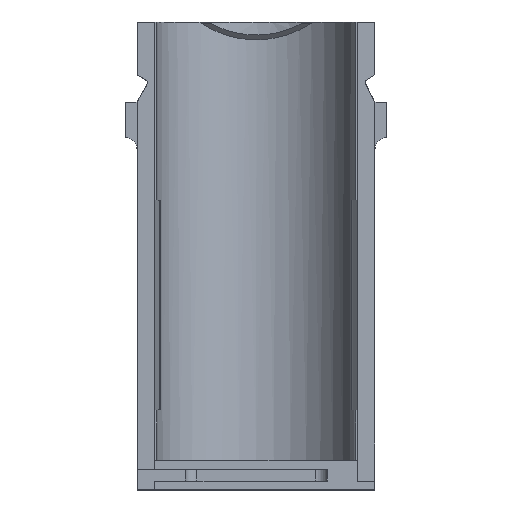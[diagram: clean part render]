
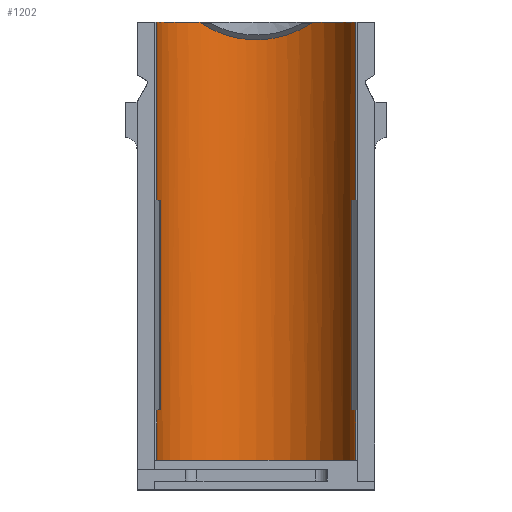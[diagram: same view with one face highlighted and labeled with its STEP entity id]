
A CAD part, left-side view. The second image highlights one B-rep face of the part: STEP entity #1202.
In plain terms, the highlighted cylindrical face has radius 8.4 mm (diameter 16.8 mm), a partial arc.
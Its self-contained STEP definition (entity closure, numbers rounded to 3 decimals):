
#15=ELLIPSE('',#1287,11.879,8.4);
#16=ELLIPSE('',#1288,11.879,8.4);
#23=CYLINDRICAL_SURFACE('',#1283,8.4);
#37=CIRCLE('',#1280,8.4);
#38=CIRCLE('',#1284,8.4);
#39=CIRCLE('',#1285,8.4);
#40=CIRCLE('',#1286,8.4);
#41=CIRCLE('',#1289,8.4);
#42=CIRCLE('',#1290,8.4);
#43=CIRCLE('',#1291,8.4);
#169=LINE('',#2462,#309);
#171=LINE('',#2466,#311);
#172=LINE('',#2470,#312);
#173=LINE('',#2474,#313);
#174=LINE('',#2478,#314);
#175=LINE('',#2482,#315);
#176=LINE('',#2486,#316);
#177=LINE('',#2490,#317);
#178=LINE('',#2494,#318);
#309=VECTOR('',#1464,10.);
#311=VECTOR('',#1468,10.);
#312=VECTOR('',#1471,10.);
#313=VECTOR('',#1474,10.);
#314=VECTOR('',#1477,10.);
#315=VECTOR('',#1480,10.);
#316=VECTOR('',#1483,10.);
#317=VECTOR('',#1486,10.);
#318=VECTOR('',#1489,10.);
#406=FACE_OUTER_BOUND('',#469,.T.);
#469=EDGE_LOOP('',(#948,#949,#950,#951,#952,#953,#954,#955,#956,#957,#958,
#959,#960,#961,#962,#963,#964,#965));
#578=VERTEX_POINT('',#2433);
#579=VERTEX_POINT('',#2434);
#590=VERTEX_POINT('',#2461);
#591=VERTEX_POINT('',#2465);
#592=VERTEX_POINT('',#2467);
#593=VERTEX_POINT('',#2469);
#594=VERTEX_POINT('',#2471);
#595=VERTEX_POINT('',#2473);
#596=VERTEX_POINT('',#2475);
#597=VERTEX_POINT('',#2477);
#598=VERTEX_POINT('',#2479);
#599=VERTEX_POINT('',#2481);
#600=VERTEX_POINT('',#2483);
#601=VERTEX_POINT('',#2485);
#602=VERTEX_POINT('',#2487);
#603=VERTEX_POINT('',#2489);
#604=VERTEX_POINT('',#2491);
#605=VERTEX_POINT('',#2493);
#715=EDGE_CURVE('',#578,#579,#37,.T.);
#729=EDGE_CURVE('',#590,#578,#169,.T.);
#731=EDGE_CURVE('',#591,#579,#171,.T.);
#732=EDGE_CURVE('',#591,#592,#38,.F.);
#733=EDGE_CURVE('',#593,#592,#172,.T.);
#734=EDGE_CURVE('',#594,#593,#39,.T.);
#735=EDGE_CURVE('',#595,#594,#173,.T.);
#736=EDGE_CURVE('',#596,#595,#40,.T.);
#737=EDGE_CURVE('',#596,#597,#174,.T.);
#738=EDGE_CURVE('',#598,#597,#15,.F.);
#739=EDGE_CURVE('',#599,#598,#175,.T.);
#740=EDGE_CURVE('',#599,#600,#16,.T.);
#741=EDGE_CURVE('',#600,#601,#176,.T.);
#742=EDGE_CURVE('',#602,#601,#41,.T.);
#743=EDGE_CURVE('',#602,#603,#177,.T.);
#744=EDGE_CURVE('',#604,#603,#42,.T.);
#745=EDGE_CURVE('',#605,#604,#178,.T.);
#746=EDGE_CURVE('',#605,#590,#43,.F.);
#948=ORIENTED_EDGE('',*,*,#715,.T.);
#949=ORIENTED_EDGE('',*,*,#731,.F.);
#950=ORIENTED_EDGE('',*,*,#732,.T.);
#951=ORIENTED_EDGE('',*,*,#733,.F.);
#952=ORIENTED_EDGE('',*,*,#734,.F.);
#953=ORIENTED_EDGE('',*,*,#735,.F.);
#954=ORIENTED_EDGE('',*,*,#736,.F.);
#955=ORIENTED_EDGE('',*,*,#737,.T.);
#956=ORIENTED_EDGE('',*,*,#738,.F.);
#957=ORIENTED_EDGE('',*,*,#739,.F.);
#958=ORIENTED_EDGE('',*,*,#740,.T.);
#959=ORIENTED_EDGE('',*,*,#741,.T.);
#960=ORIENTED_EDGE('',*,*,#742,.F.);
#961=ORIENTED_EDGE('',*,*,#743,.T.);
#962=ORIENTED_EDGE('',*,*,#744,.F.);
#963=ORIENTED_EDGE('',*,*,#745,.F.);
#964=ORIENTED_EDGE('',*,*,#746,.T.);
#965=ORIENTED_EDGE('',*,*,#729,.T.);
#1202=ADVANCED_FACE('',(#406),#23,.F.);
#1280=AXIS2_PLACEMENT_3D('',#2435,#1445,#1446);
#1283=AXIS2_PLACEMENT_3D('',#2464,#1466,#1467);
#1284=AXIS2_PLACEMENT_3D('',#2468,#1469,#1470);
#1285=AXIS2_PLACEMENT_3D('',#2472,#1472,#1473);
#1286=AXIS2_PLACEMENT_3D('',#2476,#1475,#1476);
#1287=AXIS2_PLACEMENT_3D('',#2480,#1478,#1479);
#1288=AXIS2_PLACEMENT_3D('',#2484,#1481,#1482);
#1289=AXIS2_PLACEMENT_3D('',#2488,#1484,#1485);
#1290=AXIS2_PLACEMENT_3D('',#2492,#1487,#1488);
#1291=AXIS2_PLACEMENT_3D('',#2495,#1490,#1491);
#1445=DIRECTION('center_axis',(0.,0.,
-1.));
#1446=DIRECTION('ref_axis',(1.,0.,0.));
#1464=DIRECTION('',(0.,0.,-1.));
#1466=DIRECTION('center_axis',(0.,0.,-1.));
#1467=DIRECTION('ref_axis',(1.,0.,0.));
#1468=DIRECTION('',(0.,0.,-1.));
#1469=DIRECTION('center_axis',(0.,0.,
1.));
#1470=DIRECTION('ref_axis',(1.,0.,0.));
#1471=DIRECTION('',(0.,0.,-1.));
#1472=DIRECTION('center_axis',(0.,0.,-1.));
#1473=DIRECTION('ref_axis',(1.,0.,0.));
#1474=DIRECTION('',(0.,0.,-1.));
#1475=DIRECTION('center_axis',(0.,0.,-1.));
#1476=DIRECTION('ref_axis',(1.,0.,0.));
#1477=DIRECTION('',(0.,0.,-1.));
#1478=DIRECTION('center_axis',(0.707,0.,0.707));
#1479=DIRECTION('ref_axis',(0.707,0.,-0.707));
#1480=DIRECTION('',(0.,-1.,0.));
#1481=DIRECTION('center_axis',(0.707,0.,0.707));
#1482=DIRECTION('ref_axis',(0.707,0.,-0.707));
#1483=DIRECTION('',(0.,0.,1.));
#1484=DIRECTION('center_axis',(0.,0.,-1.));
#1485=DIRECTION('ref_axis',(1.,0.,0.));
#1486=DIRECTION('',(0.,0.,-1.));
#1487=DIRECTION('center_axis',(0.,0.,-1.));
#1488=DIRECTION('ref_axis',(1.,0.,0.));
#1489=DIRECTION('',(0.,0.,1.));
#1490=DIRECTION('center_axis',(0.,0.,
1.));
#1491=DIRECTION('ref_axis',(1.,0.,0.));
#2433=CARTESIAN_POINT('',(-14.314,8.398,-38.432));
#2434=CARTESIAN_POINT('',(-14.314,-8.402,-38.432));
#2435=CARTESIAN_POINT('Origin',(-14.314,-0.002,
-38.432));
#2461=CARTESIAN_POINT('',(-14.314,8.398,-34.182));
#2462=CARTESIAN_POINT('',(-14.314,8.398,-1.5));
#2464=CARTESIAN_POINT('Origin',(-14.314,-0.002,
-1.5));
#2465=CARTESIAN_POINT('',(-14.314,-8.402,-34.182));
#2466=CARTESIAN_POINT('',(-14.314,-8.402,-1.5));
#2467=CARTESIAN_POINT('',(-16.073,-8.216,-34.182));
#2468=CARTESIAN_POINT('Origin',(-14.314,-0.002,
-34.182));
#2469=CARTESIAN_POINT('',(-16.073,-8.216,-16.5));
#2470=CARTESIAN_POINT('',(-16.073,-8.216,-1.5));
#2471=CARTESIAN_POINT('',(-14.314,-8.402,-16.5));
#2472=CARTESIAN_POINT('Origin',(-14.314,-0.002,
-16.5));
#2473=CARTESIAN_POINT('',(-14.314,-8.402,-1.5));
#2474=CARTESIAN_POINT('',(-14.314,-8.402,-1.5));
#2475=CARTESIAN_POINT('',(-7.314,-4.645,-1.5));
#2476=CARTESIAN_POINT('Origin',(-14.314,-0.002,
-1.5));
#2477=CARTESIAN_POINT('',(-7.314,-4.645,-1.6));
#2478=CARTESIAN_POINT('',(-7.314,-4.645,-1.5));
#2479=CARTESIAN_POINT('',(-5.914,-0.034,-3.));
#2480=CARTESIAN_POINT('Origin',(-14.314,-0.002,
5.4));
#2481=CARTESIAN_POINT('',(-5.914,0.03,-3.));
#2482=CARTESIAN_POINT('',(-5.914,-5.004,-3.));
#2483=CARTESIAN_POINT('',(-7.314,4.641,-1.6));
#2484=CARTESIAN_POINT('Origin',(-14.314,-0.002,
5.4));
#2485=CARTESIAN_POINT('',(-7.314,4.641,-1.5));
#2486=CARTESIAN_POINT('',(-7.314,4.641,-1.5));
#2487=CARTESIAN_POINT('',(-14.314,8.398,-1.5));
#2488=CARTESIAN_POINT('Origin',(-14.314,-0.002,
-1.5));
#2489=CARTESIAN_POINT('',(-14.314,8.398,-16.5));
#2490=CARTESIAN_POINT('',(-14.314,8.398,-1.5));
#2491=CARTESIAN_POINT('',(-16.046,8.217,-16.5));
#2492=CARTESIAN_POINT('Origin',(-14.314,-0.002,
-16.5));
#2493=CARTESIAN_POINT('',(-16.046,8.217,-34.182));
#2494=CARTESIAN_POINT('',(-16.046,8.217,-1.5));
#2495=CARTESIAN_POINT('Origin',(-14.314,-0.002,
-34.182));
